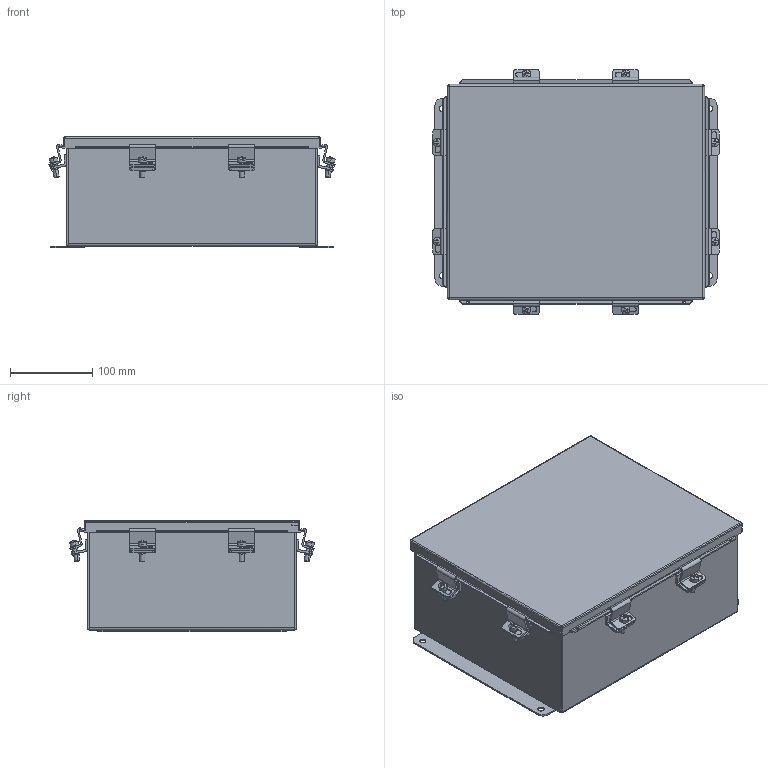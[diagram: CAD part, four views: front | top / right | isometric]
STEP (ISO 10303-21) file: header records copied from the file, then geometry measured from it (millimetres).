
FILE_DESCRIPTION (( 'STEP AP214' ), '1' );
FILE_NAME ('BN4121005.STEP', '2016-02-02T20:12:49', ( '' ), ( '' ), 'SwSTEP 2.0', 'SolidWorks 2014', '' );
FILE_SCHEMA (( 'AUTOMOTIVE_DESIGN' ));
Length unit declared in the file: inch
Products named in the file (10): 3484_1; BN4121005BKP_1; 38811_1; BN41210LID_1; 316166_1; C1001_1; 372135_1; C2002_1; 3499_1; BN4121005
Assembly tree (35 placements, depth 2):
  BN4121005
    3499_1  x4
    C2002_1  x8
    372135_1  x8
    C1001_1  x8
    316166_1  x2
    BN41210LID_1
    38811_1
    BN4121005BKP_1
    3484_1  x2
Bounding box: 348.09 x 297.3 x 135.24 mm (x, y, z)
Volume: 741589 mm3; surface area: 783804.9 mm2
Topology: 35 solids, 35 shells, 785 faces, 1964 edges, 1258 vertices
Faces by surface type: plane 431, cylinder 268, torus 28, bspline 24, cone 18, sphere 16
Entity records: 12670 total; most frequent: CARTESIAN_POINT 3067, DIRECTION 1356, ORIENTED_EDGE 1340, EDGE_CURVE 670, VECTOR 480, LINE 480, AXIS2_PLACEMENT_3D 438, VERTEX_POINT 413
